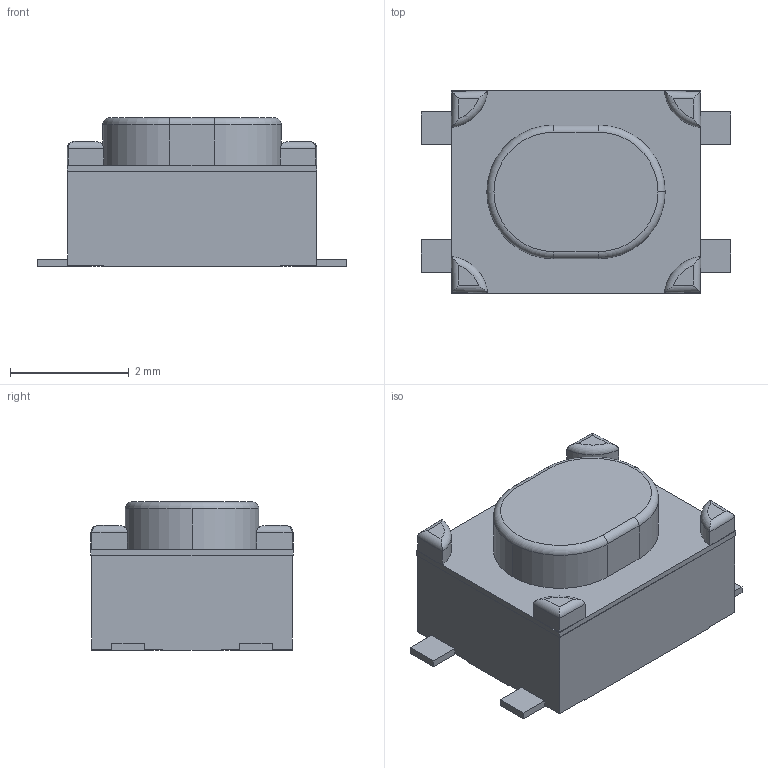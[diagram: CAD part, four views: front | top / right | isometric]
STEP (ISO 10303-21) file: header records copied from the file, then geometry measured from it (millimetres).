
FILE_DESCRIPTION (( 'STEP AP214' ), '1' );
FILE_NAME ('SW-SMD_4P-L4.2-W3.4-H2.5-P2.15-LS5.2.step', '2022-07-26T07:57:43', ( '' ), ( '' ), 'SwSTEP 2.0', 'SolidWorks 2021', '' );
FILE_SCHEMA (( 'AUTOMOTIVE_DESIGN' ));
Length unit declared in the file: millimetre
Products named in the file (1): SW-SMD_4P-L4.2-W3.4-H2.5-P2.15-LS5.2
Bounding box: 5.2 x 3.4 x 2.5 mm (x, y, z)
Volume: 29 mm3; surface area: 67.2 mm2
Topology: 1 solids, 1 shells, 342 faces, 901 edges, 590 vertices
Faces by surface type: plane 200, bspline 98, cylinder 37, torus 7
Entity records: 14804 total; most frequent: CARTESIAN_POINT 3208, ORIENTED_EDGE 1802, DIRECTION 1246, EDGE_CURVE 901, LINE 622, VECTOR 622, VERTEX_POINT 590, EDGE_LOOP 371
